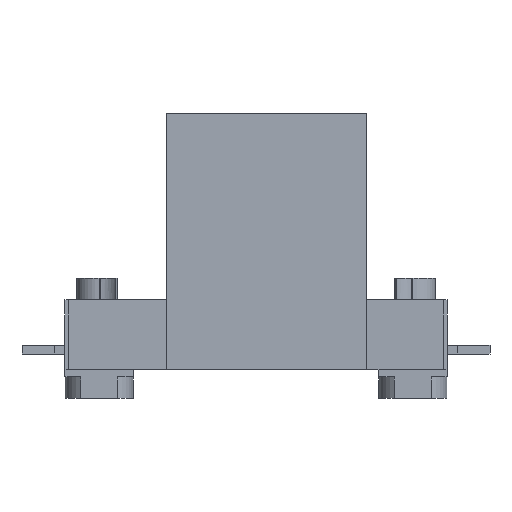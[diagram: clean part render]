
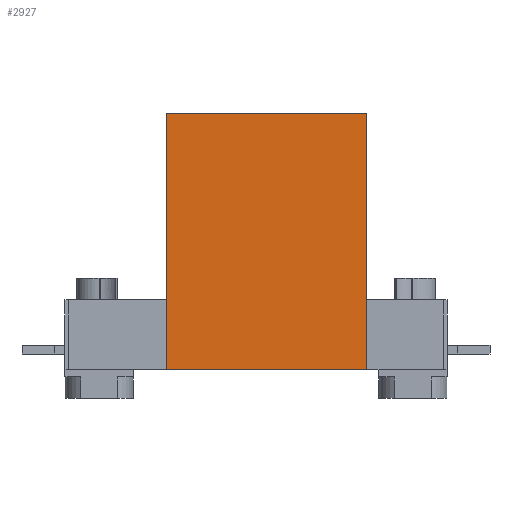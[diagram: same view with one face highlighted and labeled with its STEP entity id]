
A CAD part, left-side view. The second image highlights one B-rep face of the part: STEP entity #2927.
In plain terms, the highlighted planar face has unit normal (-1, 0, 0).
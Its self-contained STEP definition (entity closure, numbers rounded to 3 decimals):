
#90 = LINE ( 'NONE', #4291, #2241 ) ;
#498 = DIRECTION ( 'NONE',  ( 0., 1., 0. ) ) ;
#627 = CARTESIAN_POINT ( 'NONE',  ( -100.5, 62.5, 179.1 ) ) ;
#697 = CARTESIAN_POINT ( 'NONE',  ( -100.5, 62.5, 179.1 ) ) ;
#794 = DIRECTION ( 'NONE',  ( 0., 1., 0. ) ) ;
#800 = EDGE_CURVE ( 'NONE', #1339, #4808, #4229, .T. ) ;
#884 = VECTOR ( 'NONE', #794, 1000. ) ;
#1053 = ORIENTED_EDGE ( 'NONE', *, *, #2133, .F. ) ;
#1202 = ORIENTED_EDGE ( 'NONE', *, *, #800, .T. ) ;
#1339 = VERTEX_POINT ( 'NONE', #1558 ) ;
#1558 = CARTESIAN_POINT ( 'NONE',  ( -100.5, -77.5, 179.1 ) ) ;
#1582 = DIRECTION ( 'NONE',  ( -1., 0., 0. ) ) ;
#1835 = EDGE_CURVE ( 'NONE', #1339, #3600, #90, .T. ) ;
#1860 = VERTEX_POINT ( 'NONE', #4728 ) ;
#1888 = ORIENTED_EDGE ( 'NONE', *, *, #1835, .F. ) ;
#2009 = VECTOR ( 'NONE', #498, 1000. ) ;
#2133 = EDGE_CURVE ( 'NONE', #3600, #1860, #3144, .T. ) ;
#2241 = VECTOR ( 'NONE', #3435, 1000. ) ;
#2792 = EDGE_LOOP ( 'NONE', ( #1053, #1888, #1202, #4426 ) ) ;
#2927 = ADVANCED_FACE ( 'NONE', ( #3850 ), #3252, .T. ) ;
#3144 = LINE ( 'NONE', #3751, #884 ) ;
#3203 = CARTESIAN_POINT ( 'NONE',  ( -100.5, 62.5, 179.1 ) ) ;
#3252 = PLANE ( 'NONE',  #4931 ) ;
#3435 = DIRECTION ( 'NONE',  ( 0., 0., -1. ) ) ;
#3469 = CARTESIAN_POINT ( 'NONE',  ( -100.5, 62.5, 179.1 ) ) ;
#3600 = VERTEX_POINT ( 'NONE', #4789 ) ;
#3606 = DIRECTION ( 'NONE',  ( 0., 0., -1. ) ) ;
#3751 = CARTESIAN_POINT ( 'NONE',  ( -100.5, 62.5, 0.1 ) ) ;
#3850 = FACE_OUTER_BOUND ( 'NONE', #2792, .T. ) ;
#3978 = LINE ( 'NONE', #627, #4111 ) ;
#4111 = VECTOR ( 'NONE', #3606, 1000. ) ;
#4229 = LINE ( 'NONE', #3469, #2009 ) ;
#4291 = CARTESIAN_POINT ( 'NONE',  ( -100.5, -77.5, 179.1 ) ) ;
#4426 = ORIENTED_EDGE ( 'NONE', *, *, #5409, .T. ) ;
#4530 = DIRECTION ( 'NONE',  ( 0., -1., 0. ) ) ;
#4728 = CARTESIAN_POINT ( 'NONE',  ( -100.5, 62.5, 0.1 ) ) ;
#4789 = CARTESIAN_POINT ( 'NONE',  ( -100.5, -77.5, 0.1 ) ) ;
#4808 = VERTEX_POINT ( 'NONE', #3203 ) ;
#4931 = AXIS2_PLACEMENT_3D ( 'NONE', #697, #1582, #4530 ) ;
#5409 = EDGE_CURVE ( 'NONE', #4808, #1860, #3978, .T. ) ;
